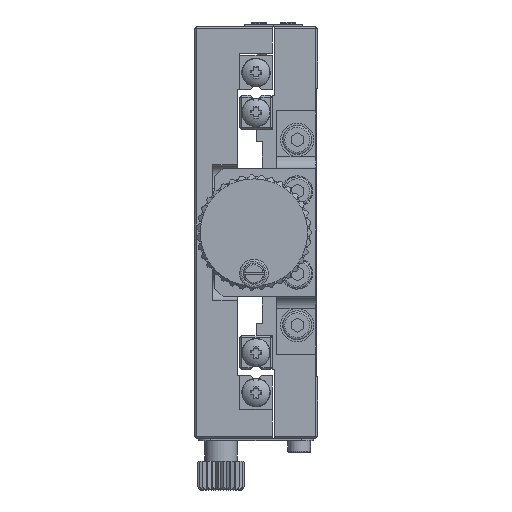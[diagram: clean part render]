
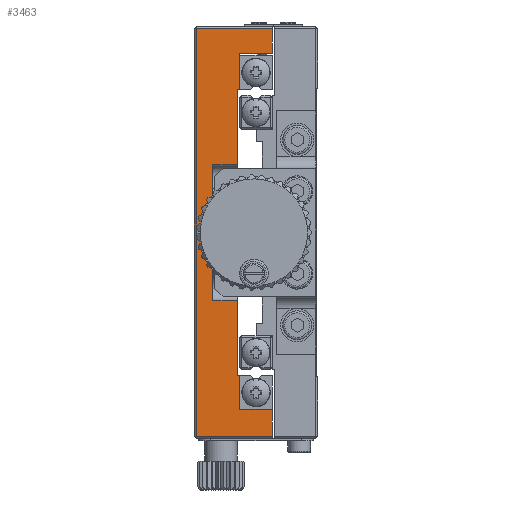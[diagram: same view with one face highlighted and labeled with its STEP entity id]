
A CAD part, left-side view. The second image highlights one B-rep face of the part: STEP entity #3463.
In plain terms, the highlighted planar face has unit normal (-1, 0, 0).
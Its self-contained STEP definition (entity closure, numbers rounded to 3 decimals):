
#573 = CARTESIAN_POINT ( 'NONE',  ( -160., 19., 0. ) ) ;
#642 = EDGE_CURVE ( 'NONE', #68710, #27574, #33796, .T. ) ;
#914 = DIRECTION ( 'NONE',  ( 0., 0., -1. ) ) ;
#1452 = ORIENTED_EDGE ( 'NONE', *, *, #45139, .F. ) ;
#1807 = ORIENTED_EDGE ( 'NONE', *, *, #13665, .F. ) ;
#2061 = CARTESIAN_POINT ( 'NONE',  ( -160., 29.5, 49.5 ) ) ;
#2837 = VECTOR ( 'NONE', #4859, 1000. ) ;
#3086 = CARTESIAN_POINT ( 'NONE',  ( -160., 11., -43. ) ) ;
#3463 = ADVANCED_FACE ( 'NONE', ( #3614 ), #25628, .F. ) ;
#3614 = FACE_OUTER_BOUND ( 'NONE', #14737, .T. ) ;
#4134 = LINE ( 'NONE', #66104, #2837 ) ;
#4661 = VECTOR ( 'NONE', #914, 1000. ) ;
#4726 = VECTOR ( 'NONE', #35246, 1000. ) ;
#4859 = DIRECTION ( 'NONE',  ( 0., -1., 0. ) ) ;
#5335 = CARTESIAN_POINT ( 'NONE',  ( -160., 19., 0. ) ) ;
#6573 = CARTESIAN_POINT ( 'NONE',  ( -160., 19.5, 34.7 ) ) ;
#6584 = VERTEX_POINT ( 'NONE', #14180 ) ;
#6967 = VERTEX_POINT ( 'NONE', #44774 ) ;
#7080 = EDGE_CURVE ( 'NONE', #39029, #6967, #50989, .T. ) ;
#7212 = VERTEX_POINT ( 'NONE', #23486 ) ;
#7992 = VECTOR ( 'NONE', #43271, 1000. ) ;
#8394 = DIRECTION ( 'NONE',  ( 0., -1., 0. ) ) ;
#8660 = VERTEX_POINT ( 'NONE', #38570 ) ;
#8668 = ORIENTED_EDGE ( 'NONE', *, *, #31461, .F. ) ;
#9165 = VERTEX_POINT ( 'NONE', #68669 ) ;
#9869 = ORIENTED_EDGE ( 'NONE', *, *, #49365, .F. ) ;
#10732 = DIRECTION ( 'NONE',  ( 0., 0., -1. ) ) ;
#11277 = LINE ( 'NONE', #60469, #41972 ) ;
#11899 = EDGE_CURVE ( 'NONE', #24163, #14748, #43934, .T. ) ;
#13089 = ORIENTED_EDGE ( 'NONE', *, *, #36020, .F. ) ;
#13603 = DIRECTION ( 'NONE',  ( 0., -1., 0. ) ) ;
#13665 = EDGE_CURVE ( 'NONE', #6967, #68710, #29563, .T. ) ;
#14180 = CARTESIAN_POINT ( 'NONE',  ( -160., 19., -34.7 ) ) ;
#14492 = VERTEX_POINT ( 'NONE', #2061 ) ;
#14665 = LINE ( 'NONE', #71547, #32965 ) ;
#14699 = VECTOR ( 'NONE', #46608, 1000. ) ;
#14737 = EDGE_LOOP ( 'NONE', ( #48246, #63314, #1807, #46684, #69494, #8668, #51972, #34596, #21618, #69212, #9869, #71281, #36718, #1452, #24650, #13089 ) ) ;
#14748 = VERTEX_POINT ( 'NONE', #33176 ) ;
#15290 = VECTOR ( 'NONE', #33014, 1000. ) ;
#15320 = CARTESIAN_POINT ( 'NONE',  ( -160., 11., 0. ) ) ;
#16114 = CARTESIAN_POINT ( 'NONE',  ( -160., 25.5, 0. ) ) ;
#16307 = EDGE_CURVE ( 'NONE', #62311, #24163, #18872, .T. ) ;
#17075 = VECTOR ( 'NONE', #24342, 1000. ) ;
#17363 = LINE ( 'NONE', #36069, #17075 ) ;
#18545 = AXIS2_PLACEMENT_3D ( 'NONE', #21534, #70391, #20117 ) ;
#18872 = LINE ( 'NONE', #3086, #36282 ) ;
#20117 = DIRECTION ( 'NONE',  ( 0., 0., -1. ) ) ;
#21454 = EDGE_CURVE ( 'NONE', #7212, #39029, #61344, .T. ) ;
#21534 = CARTESIAN_POINT ( 'NONE',  ( -160., 11., 0. ) ) ;
#21572 = LINE ( 'NONE', #44340, #7992 ) ;
#21618 = ORIENTED_EDGE ( 'NONE', *, *, #11899, .F. ) ;
#21981 = LINE ( 'NONE', #16114, #15290 ) ;
#22705 = VERTEX_POINT ( 'NONE', #43659 ) ;
#23486 = CARTESIAN_POINT ( 'NONE',  ( -160., 11., 49.5 ) ) ;
#24163 = VERTEX_POINT ( 'NONE', #56009 ) ;
#24342 = DIRECTION ( 'NONE',  ( 0., 1., 0. ) ) ;
#24650 = ORIENTED_EDGE ( 'NONE', *, *, #45378, .F. ) ;
#24906 = LINE ( 'NONE', #63448, #41591 ) ;
#25468 = DIRECTION ( 'NONE',  ( 0., -1., 0. ) ) ;
#25628 = PLANE ( 'NONE',  #18545 ) ;
#27068 = DIRECTION ( 'NONE',  ( 0., 0., -1. ) ) ;
#27574 = VERTEX_POINT ( 'NONE', #6573 ) ;
#27713 = EDGE_CURVE ( 'NONE', #32008, #6584, #24906, .T. ) ;
#28049 = CARTESIAN_POINT ( 'NONE',  ( -160., 19.5, -34.7 ) ) ;
#29563 = LINE ( 'NONE', #573, #42046 ) ;
#30000 = CARTESIAN_POINT ( 'NONE',  ( -160., 19.5, 0. ) ) ;
#30495 = CARTESIAN_POINT ( 'NONE',  ( -160., 11., -16.5 ) ) ;
#31461 = EDGE_CURVE ( 'NONE', #14492, #7212, #4134, .T. ) ;
#32008 = VERTEX_POINT ( 'NONE', #28049 ) ;
#32965 = VECTOR ( 'NONE', #71181, 1000. ) ;
#33014 = DIRECTION ( 'NONE',  ( 0., 0., -1. ) ) ;
#33089 = CARTESIAN_POINT ( 'NONE',  ( -160., 25.5, -16.5 ) ) ;
#33176 = CARTESIAN_POINT ( 'NONE',  ( -160., 11., -49.5 ) ) ;
#33676 = DIRECTION ( 'NONE',  ( 0., 0., -1. ) ) ;
#33796 = LINE ( 'NONE', #56160, #4726 ) ;
#34290 = LINE ( 'NONE', #5335, #4661 ) ;
#34596 = ORIENTED_EDGE ( 'NONE', *, *, #44143, .F. ) ;
#35246 = DIRECTION ( 'NONE',  ( 0., 1., 0. ) ) ;
#35846 = DIRECTION ( 'NONE',  ( 0., 0., -1. ) ) ;
#36020 = EDGE_CURVE ( 'NONE', #9165, #22705, #17363, .T. ) ;
#36065 = CARTESIAN_POINT ( 'NONE',  ( -160., 11., 43.5 ) ) ;
#36069 = CARTESIAN_POINT ( 'NONE',  ( -160., 11., 16.5 ) ) ;
#36282 = VECTOR ( 'NONE', #25468, 1000. ) ;
#36718 = ORIENTED_EDGE ( 'NONE', *, *, #67880, .F. ) ;
#38570 = CARTESIAN_POINT ( 'NONE',  ( -160., 29.5, -49.5 ) ) ;
#38641 = CARTESIAN_POINT ( 'NONE',  ( -160., 19., 34.7 ) ) ;
#38966 = CARTESIAN_POINT ( 'NONE',  ( -160., 11., 0. ) ) ;
#39029 = VERTEX_POINT ( 'NONE', #36065 ) ;
#40516 = EDGE_CURVE ( 'NONE', #8660, #14492, #21572, .T. ) ;
#41591 = VECTOR ( 'NONE', #8394, 1000. ) ;
#41972 = VECTOR ( 'NONE', #33676, 1000. ) ;
#42046 = VECTOR ( 'NONE', #56347, 1000. ) ;
#43271 = DIRECTION ( 'NONE',  ( 0., 0., 1. ) ) ;
#43659 = CARTESIAN_POINT ( 'NONE',  ( -160., 25.5, 16.5 ) ) ;
#43934 = LINE ( 'NONE', #15320, #58223 ) ;
#44143 = EDGE_CURVE ( 'NONE', #14748, #8660, #14665, .T. ) ;
#44340 = CARTESIAN_POINT ( 'NONE',  ( -160., 29.5, -50. ) ) ;
#44638 = VECTOR ( 'NONE', #13603, 1000. ) ;
#44774 = CARTESIAN_POINT ( 'NONE',  ( -160., 19., 43.5 ) ) ;
#45139 = EDGE_CURVE ( 'NONE', #64437, #55309, #47019, .T. ) ;
#45378 = EDGE_CURVE ( 'NONE', #22705, #64437, #21981, .T. ) ;
#45768 = VECTOR ( 'NONE', #35846, 1000. ) ;
#46608 = DIRECTION ( 'NONE',  ( 0., 1., 0. ) ) ;
#46684 = ORIENTED_EDGE ( 'NONE', *, *, #7080, .F. ) ;
#47019 = LINE ( 'NONE', #30495, #44638 ) ;
#48246 = ORIENTED_EDGE ( 'NONE', *, *, #50264, .F. ) ;
#49365 = EDGE_CURVE ( 'NONE', #6584, #62311, #34290, .T. ) ;
#50264 = EDGE_CURVE ( 'NONE', #27574, #9165, #57847, .T. ) ;
#50989 = LINE ( 'NONE', #57224, #14699 ) ;
#51972 = ORIENTED_EDGE ( 'NONE', *, *, #40516, .F. ) ;
#52060 = VECTOR ( 'NONE', #10732, 1000. ) ;
#55309 = VERTEX_POINT ( 'NONE', #67809 ) ;
#56009 = CARTESIAN_POINT ( 'NONE',  ( -160., 11., -43. ) ) ;
#56160 = CARTESIAN_POINT ( 'NONE',  ( -160., 19., 34.7 ) ) ;
#56347 = DIRECTION ( 'NONE',  ( 0., 0., -1. ) ) ;
#57224 = CARTESIAN_POINT ( 'NONE',  ( -160., 11., 43.5 ) ) ;
#57847 = LINE ( 'NONE', #30000, #45768 ) ;
#58223 = VECTOR ( 'NONE', #27068, 1000. ) ;
#60469 = CARTESIAN_POINT ( 'NONE',  ( -160., 19.5, 0. ) ) ;
#61344 = LINE ( 'NONE', #38966, #52060 ) ;
#61919 = CARTESIAN_POINT ( 'NONE',  ( -160., 19., -43. ) ) ;
#62311 = VERTEX_POINT ( 'NONE', #61919 ) ;
#63314 = ORIENTED_EDGE ( 'NONE', *, *, #642, .F. ) ;
#63448 = CARTESIAN_POINT ( 'NONE',  ( -160., 19.5, -34.7 ) ) ;
#64437 = VERTEX_POINT ( 'NONE', #33089 ) ;
#66104 = CARTESIAN_POINT ( 'NONE',  ( -160., 11., 49.5 ) ) ;
#67809 = CARTESIAN_POINT ( 'NONE',  ( -160., 19.5, -16.5 ) ) ;
#67880 = EDGE_CURVE ( 'NONE', #55309, #32008, #11277, .T. ) ;
#68669 = CARTESIAN_POINT ( 'NONE',  ( -160., 19.5, 16.5 ) ) ;
#68710 = VERTEX_POINT ( 'NONE', #38641 ) ;
#69212 = ORIENTED_EDGE ( 'NONE', *, *, #16307, .F. ) ;
#69494 = ORIENTED_EDGE ( 'NONE', *, *, #21454, .F. ) ;
#70391 = DIRECTION ( 'NONE',  ( 1., 0., 0. ) ) ;
#71181 = DIRECTION ( 'NONE',  ( 0., 1., 0. ) ) ;
#71281 = ORIENTED_EDGE ( 'NONE', *, *, #27713, .F. ) ;
#71547 = CARTESIAN_POINT ( 'NONE',  ( -160., 11., -49.5 ) ) ;
